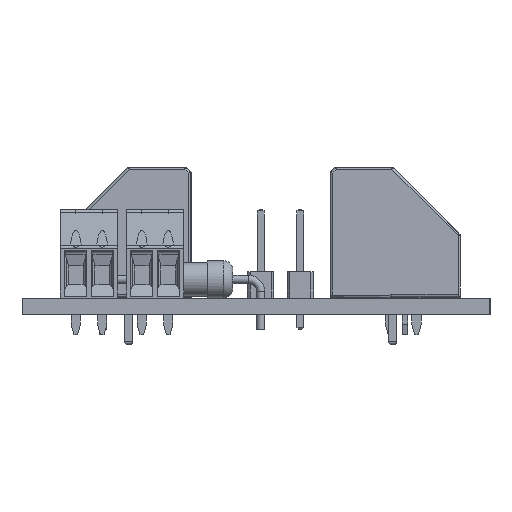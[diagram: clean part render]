
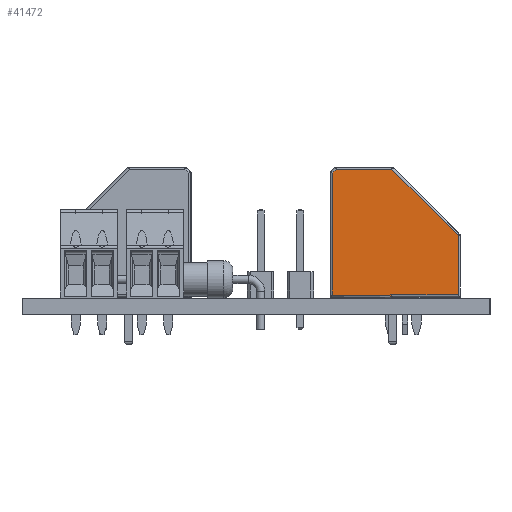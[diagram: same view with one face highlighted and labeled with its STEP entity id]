
A CAD part, left-side view. The second image highlights one B-rep face of the part: STEP entity #41472.
In plain terms, the highlighted planar face has unit normal (-1, 0, 0).
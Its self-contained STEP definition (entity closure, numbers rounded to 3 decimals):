
#40820 = VERTEX_POINT('',#40821);
#40821 = CARTESIAN_POINT('',(-2.5,-6.3,6.017));
#40833 = EDGE_CURVE('',#40834,#40820,#40836,.T.);
#40834 = VERTEX_POINT('',#40835);
#40835 = CARTESIAN_POINT('',(-2.5,-6.3,0.3));
#40836 = LINE('',#40837,#40838);
#40837 = CARTESIAN_POINT('',(-2.5,-6.3,0.1));
#40838 = VECTOR('',#40839,1.);
#40839 = DIRECTION('',(0.,0.,1.));
#41173 = EDGE_CURVE('',#41174,#40834,#41176,.T.);
#41174 = VERTEX_POINT('',#41175);
#41175 = CARTESIAN_POINT('',(-2.5,0.2,0.3));
#41176 = LINE('',#41177,#41178);
#41177 = CARTESIAN_POINT('',(-2.5,0.,0.3));
#41178 = VECTOR('',#41179,1.);
#41179 = DIRECTION('',(0.,-1.,0.));
#41472 = ADVANCED_FACE('',(#41473),#41523,.T.);
#41473 = FACE_BOUND('',#41474,.T.);
#41474 = EDGE_LOOP('',(#41475,#41485,#41493,#41501,#41509,#41515,#41516,
    #41517));
#41475 = ORIENTED_EDGE('',*,*,#41476,.T.);
#41476 = EDGE_CURVE('',#41477,#41479,#41481,.T.);
#41477 = VERTEX_POINT('',#41478);
#41478 = CARTESIAN_POINT('',(-2.5,0.083,12.4));
#41479 = VERTEX_POINT('',#41480);
#41480 = CARTESIAN_POINT('',(-2.5,5.417,12.4));
#41481 = LINE('',#41482,#41483);
#41482 = CARTESIAN_POINT('',(-2.5,0.,12.4));
#41483 = VECTOR('',#41484,1.);
#41484 = DIRECTION('',(0.,1.,0.));
#41485 = ORIENTED_EDGE('',*,*,#41486,.T.);
#41486 = EDGE_CURVE('',#41479,#41487,#41489,.T.);
#41487 = VERTEX_POINT('',#41488);
#41488 = CARTESIAN_POINT('',(-2.5,5.8,12.017));
#41489 = LINE('',#41490,#41491);
#41490 = CARTESIAN_POINT('',(-2.5,5.359,12.459));
#41491 = VECTOR('',#41492,1.);
#41492 = DIRECTION('',(0.,0.707,-0.707));
#41493 = ORIENTED_EDGE('',*,*,#41494,.T.);
#41494 = EDGE_CURVE('',#41487,#41495,#41497,.T.);
#41495 = VERTEX_POINT('',#41496);
#41496 = CARTESIAN_POINT('',(-2.5,5.8,0.297));
#41497 = LINE('',#41498,#41499);
#41498 = CARTESIAN_POINT('',(-2.5,5.8,12.1));
#41499 = VECTOR('',#41500,1.);
#41500 = DIRECTION('',(0.,0.,-1.));
#41501 = ORIENTED_EDGE('',*,*,#41502,.T.);
#41502 = EDGE_CURVE('',#41495,#41503,#41505,.T.);
#41503 = VERTEX_POINT('',#41504);
#41504 = CARTESIAN_POINT('',(-2.5,0.2,0.203));
#41505 = LINE('',#41506,#41507);
#41506 = CARTESIAN_POINT('',(-2.5,5.997,0.3));
#41507 = VECTOR('',#41508,1.);
#41508 = DIRECTION('',(0.,-1.,-0.017));
#41509 = ORIENTED_EDGE('',*,*,#41510,.T.);
#41510 = EDGE_CURVE('',#41503,#41174,#41511,.T.);
#41511 = LINE('',#41512,#41513);
#41512 = CARTESIAN_POINT('',(-2.5,0.2,0.));
#41513 = VECTOR('',#41514,1.);
#41514 = DIRECTION('',(0.,0.,1.));
#41515 = ORIENTED_EDGE('',*,*,#41173,.T.);
#41516 = ORIENTED_EDGE('',*,*,#40833,.T.);
#41517 = ORIENTED_EDGE('',*,*,#41518,.T.);
#41518 = EDGE_CURVE('',#40820,#41477,#41519,.T.);
#41519 = LINE('',#41520,#41521);
#41520 = CARTESIAN_POINT('',(-2.5,-6.359,5.959));
#41521 = VECTOR('',#41522,1.);
#41522 = DIRECTION('',(0.,0.707,0.707));
#41523 = PLANE('',#41524);
#41524 = AXIS2_PLACEMENT_3D('',#41525,#41526,#41527);
#41525 = CARTESIAN_POINT('',(-2.5,0.417,5.581));
#41526 = DIRECTION('',(-1.,0.,0.));
#41527 = DIRECTION('',(0.,-1.,0.));
